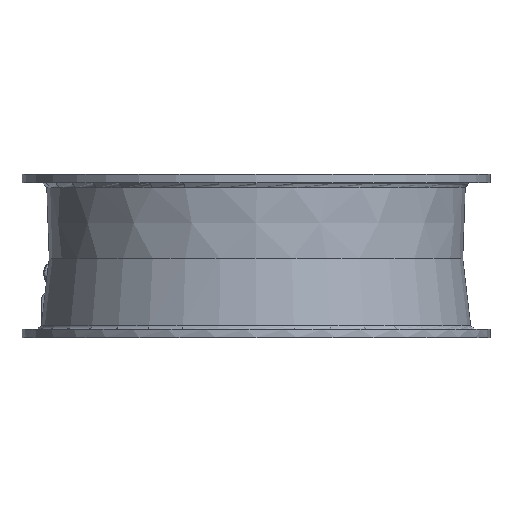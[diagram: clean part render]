
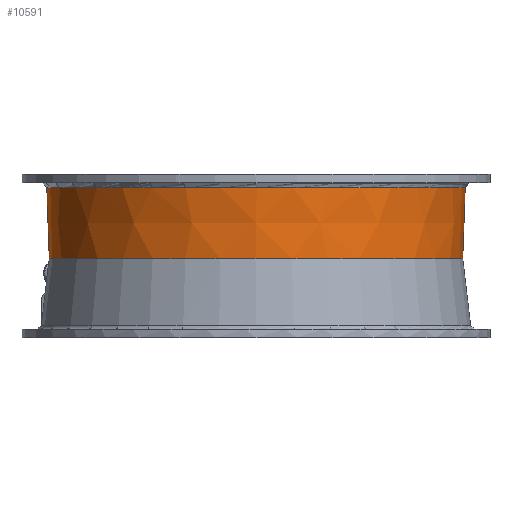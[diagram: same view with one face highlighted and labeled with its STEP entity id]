
A CAD part, front view. The second image highlights one B-rep face of the part: STEP entity #10591.
In plain terms, the highlighted conical face has half-angle 2 degrees and reference radius 113.32 mm.
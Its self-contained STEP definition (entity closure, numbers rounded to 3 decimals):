
#1162=DIRECTION('',(-0.035,0.,-0.999));
#1163=VECTOR('',#1162,38.546);
#1164=CARTESIAN_POINT('',(113.993,0.,
81.605));
#1165=LINE('',#1164,#1163);
#1166=CARTESIAN_POINT('',(0.,0.,43.082));
#1167=DIRECTION('',(0.,0.,-1.));
#1168=DIRECTION('',(1.,0.,0.));
#1169=AXIS2_PLACEMENT_3D('',#1166,#1167,#1168);
#1171=CARTESIAN_POINT('',(0.,0.,81.605));
#1172=DIRECTION('',(0.,0.,-1.));
#1173=DIRECTION('',(1.,0.,0.));
#1174=AXIS2_PLACEMENT_3D('',#1171,#1172,#1173);
#1176=CARTESIAN_POINT('',(0.,0.,81.605));
#1177=DIRECTION('',(0.,0.,-1.));
#1178=DIRECTION('',(-1.,-0.007,0.));
#1179=AXIS2_PLACEMENT_3D('',#1176,#1177,#1178);
#3653=DIRECTION('',(0.035,0.,-0.999));
#3654=VECTOR('',#3653,38.546);
#3655=CARTESIAN_POINT('',(-113.993,0.,
81.605));
#3656=LINE('',#3655,#3654);
#8569=CARTESIAN_POINT('',(112.648,0.,
43.082));
#8570=VERTEX_POINT('',#8569);
#8571=CARTESIAN_POINT('',(-112.648,0.,
43.082));
#8572=VERTEX_POINT('',#8571);
#8749=CARTESIAN_POINT('',(113.993,0.,
81.605));
#8750=CARTESIAN_POINT('',(-113.99,-0.816,
81.605));
#8751=VERTEX_POINT('',#8749);
#8752=VERTEX_POINT('',#8750);
#8753=CARTESIAN_POINT('',(-113.993,0.,81.605));
#8754=VERTEX_POINT('',#8753);
#10575=CARTESIAN_POINT('',(0.,0.,62.344));
#10576=DIRECTION('',(0.,0.,1.));
#10577=DIRECTION('',(-1.,0.,0.));
#10578=AXIS2_PLACEMENT_3D('',#10575,#10576,#10577);
#10579=CONICAL_SURFACE('',#10578,113.32,2.);
#10581=ORIENTED_EDGE('',*,*,#10580,.F.);
#10583=ORIENTED_EDGE('',*,*,#10582,.F.);
#10585=ORIENTED_EDGE('',*,*,#10584,.T.);
#10586=ORIENTED_EDGE('',*,*,#10569,.T.);
#10588=ORIENTED_EDGE('',*,*,#10587,.F.);
#10589=EDGE_LOOP('',(#10581,#10583,#10585,#10586,#10588));
#10590=FACE_OUTER_BOUND('',#10589,.F.);
#1170=CIRCLE('',#1169,112.648);
#1175=CIRCLE('',#1174,113.993);
#1180=CIRCLE('',#1179,113.993);
#10569=EDGE_CURVE('',#8570,#8572,#1170,.T.);
#10580=EDGE_CURVE('',#8752,#8754,#1180,.T.);
#10582=EDGE_CURVE('',#8751,#8752,#1175,.T.);
#10584=EDGE_CURVE('',#8751,#8570,#1165,.T.);
#10587=EDGE_CURVE('',#8754,#8572,#3656,.T.);
#10591=ADVANCED_FACE('',(#10590),#10579,.T.);
